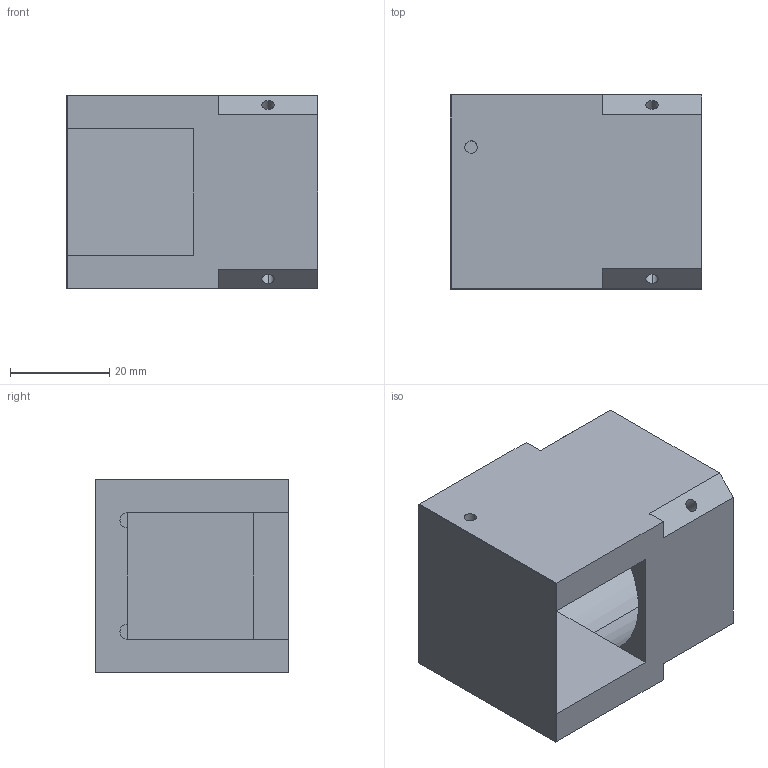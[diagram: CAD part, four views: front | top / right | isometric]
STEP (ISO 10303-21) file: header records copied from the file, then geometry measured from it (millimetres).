
FILE_DESCRIPTION (( 'STEP AP203' ), '1' );
FILE_NAME ('XF-ADL90-35D-12.6.STEP', '2016-06-27T02:56:00', ( 'Lxtx999.CoM' ), ( 'Lxtx999.CoM' ), 'SwSTEP 2.0', 'SolidWorks 2014', '' );
FILE_SCHEMA (( 'CONFIG_CONTROL_DESIGN' ));
Length unit declared in the file: millimetre
Products named in the file (4): ADL90-35D-12.6-01翋极-20150715V5; J-MR25.4-01-斜边反射直角反射棱镜-20151019V5; ADL90-D36-S12.2-02詩え-20150302V5; XF-ADL90-35D-12.6
Assembly tree (3 placements, depth 2):
  XF-ADL90-35D-12.6
    ADL90-35D-12.6-01翋极-20150715V5
    J-MR25.4-01-斜边反射直角反射棱镜-20151019V5
    ADL90-D36-S12.2-02詩え-20150302V5
Bounding box: 50.6 x 39 x 39 mm (x, y, z)
Volume: 39106.8 mm3; surface area: 19934.1 mm2
Topology: 3 solids, 3 shells, 50 faces, 129 edges, 84 vertices
Faces by surface type: plane 34, cylinder 16
Entity records: 2095 total; most frequent: CARTESIAN_POINT 421, DIRECTION 265, ORIENTED_EDGE 258, EDGE_CURVE 129, LINE 89, VECTOR 89, AXIS2_PLACEMENT_3D 88, VERTEX_POINT 84
